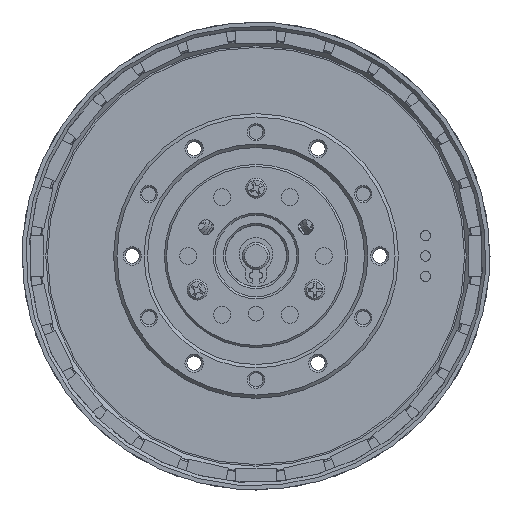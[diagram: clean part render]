
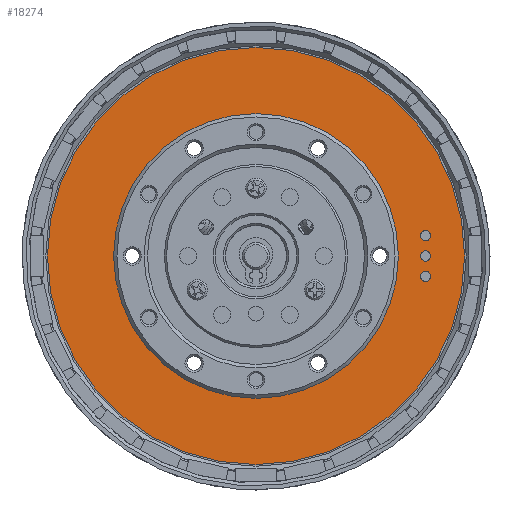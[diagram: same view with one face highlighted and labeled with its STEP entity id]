
A CAD part, front view. The second image highlights one B-rep face of the part: STEP entity #18274.
In plain terms, the highlighted planar face has unit normal (0, -1, 0).
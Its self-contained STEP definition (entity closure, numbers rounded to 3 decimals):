
#136 = ORIENTED_EDGE ( 'NONE', *, *, #4277, .T. ) ;
#216 = CARTESIAN_POINT ( 'NONE',  ( 25., 0., -3. ) ) ;
#834 = ORIENTED_EDGE ( 'NONE', *, *, #6996, .T. ) ;
#1032 = ORIENTED_EDGE ( 'NONE', *, *, #6278, .T. ) ;
#1373 = FACE_BOUND ( 'NONE', #8703, .T. ) ;
#1437 = CARTESIAN_POINT ( 'NONE',  ( 25., 0., 0.75 ) ) ;
#1495 = AXIS2_PLACEMENT_3D ( 'NONE', #4615, #13011, #16505 ) ;
#1728 = DIRECTION ( 'NONE',  ( 0., 1., 0. ) ) ;
#1809 = AXIS2_PLACEMENT_3D ( 'NONE', #15256, #7179, #17002 ) ;
#3408 = VERTEX_POINT ( 'NONE', #1437 ) ;
#3823 = CARTESIAN_POINT ( 'NONE',  ( 0., 0., 20. ) ) ;
#3964 = ORIENTED_EDGE ( 'NONE', *, *, #7196, .T. ) ;
#4277 = EDGE_CURVE ( 'NONE', #3408, #3408, #8717, .T. ) ;
#4615 = CARTESIAN_POINT ( 'NONE',  ( 0., 0., 0. ) ) ;
#5079 = DIRECTION ( 'NONE',  ( 0., 0., 1. ) ) ;
#5171 = DIRECTION ( 'NONE',  ( 0., 1., 0. ) ) ;
#5706 = DIRECTION ( 'NONE',  ( 0., 1., 0. ) ) ;
#5715 = VERTEX_POINT ( 'NONE', #20348 ) ;
#6278 = EDGE_CURVE ( 'NONE', #13621, #13621, #19624, .T. ) ;
#6996 = EDGE_CURVE ( 'NONE', #8694, #8694, #14909, .T. ) ;
#7179 = DIRECTION ( 'NONE',  ( 0., 1., 0. ) ) ;
#7196 = EDGE_CURVE ( 'NONE', #15485, #15485, #19124, .T. ) ;
#8694 = VERTEX_POINT ( 'NONE', #12211 ) ;
#8703 = EDGE_LOOP ( 'NONE', ( #1032 ) ) ;
#8717 = CIRCLE ( 'NONE', #1809, 0.75 ) ;
#8775 = AXIS2_PLACEMENT_3D ( 'NONE', #216, #20053, #13380 ) ;
#9518 = EDGE_LOOP ( 'NONE', ( #834 ) ) ;
#9521 = FACE_BOUND ( 'NONE', #17027, .T. ) ;
#9711 = AXIS2_PLACEMENT_3D ( 'NONE', #11846, #5171, #5079 ) ;
#9843 = PLANE ( 'NONE',  #1495 ) ;
#10134 = CARTESIAN_POINT ( 'NONE',  ( 25., 0., -2.25 ) ) ;
#11765 = CARTESIAN_POINT ( 'NONE',  ( 25., 0., 3. ) ) ;
#11846 = CARTESIAN_POINT ( 'NONE',  ( 0., 0., 0. ) ) ;
#12211 = CARTESIAN_POINT ( 'NONE',  ( 25., 0., 3.75 ) ) ;
#13011 = DIRECTION ( 'NONE',  ( 0., 1., 0. ) ) ;
#13159 = CIRCLE ( 'NONE', #14903, 30.75 ) ;
#13380 = DIRECTION ( 'NONE',  ( 0., 0., 1. ) ) ;
#13621 = VERTEX_POINT ( 'NONE', #10134 ) ;
#14903 = AXIS2_PLACEMENT_3D ( 'NONE', #17384, #5706, #15644 ) ;
#14909 = CIRCLE ( 'NONE', #21216, 0.75 ) ;
#15256 = CARTESIAN_POINT ( 'NONE',  ( 25., 0., 0. ) ) ;
#15485 = VERTEX_POINT ( 'NONE', #3823 ) ;
#15644 = DIRECTION ( 'NONE',  ( 0., 0., 1. ) ) ;
#16166 = ORIENTED_EDGE ( 'NONE', *, *, #20299, .F. ) ;
#16505 = DIRECTION ( 'NONE',  ( 0., 0., 1. ) ) ;
#17002 = DIRECTION ( 'NONE',  ( 0., 0., 1. ) ) ;
#17027 = EDGE_LOOP ( 'NONE', ( #3964 ) ) ;
#17208 = EDGE_LOOP ( 'NONE', ( #136 ) ) ;
#17384 = CARTESIAN_POINT ( 'NONE',  ( 0., 0., 0. ) ) ;
#17921 = FACE_BOUND ( 'NONE', #17208, .T. ) ;
#18274 = ADVANCED_FACE ( 'NONE', ( #19364, #1373, #17921, #21228, #9521 ), #9843, .F. ) ;
#19124 = CIRCLE ( 'NONE', #9711, 20. ) ;
#19364 = FACE_BOUND ( 'NONE', #9518, .T. ) ;
#19624 = CIRCLE ( 'NONE', #8775, 0.75 ) ;
#20048 = DIRECTION ( 'NONE',  ( 0., 0., 1. ) ) ;
#20053 = DIRECTION ( 'NONE',  ( 0., 1., 0. ) ) ;
#20242 = EDGE_LOOP ( 'NONE', ( #16166 ) ) ;
#20299 = EDGE_CURVE ( 'NONE', #5715, #5715, #13159, .T. ) ;
#20348 = CARTESIAN_POINT ( 'NONE',  ( 0., 0., 30.75 ) ) ;
#21216 = AXIS2_PLACEMENT_3D ( 'NONE', #11765, #1728, #20048 ) ;
#21228 = FACE_OUTER_BOUND ( 'NONE', #20242, .T. ) ;
